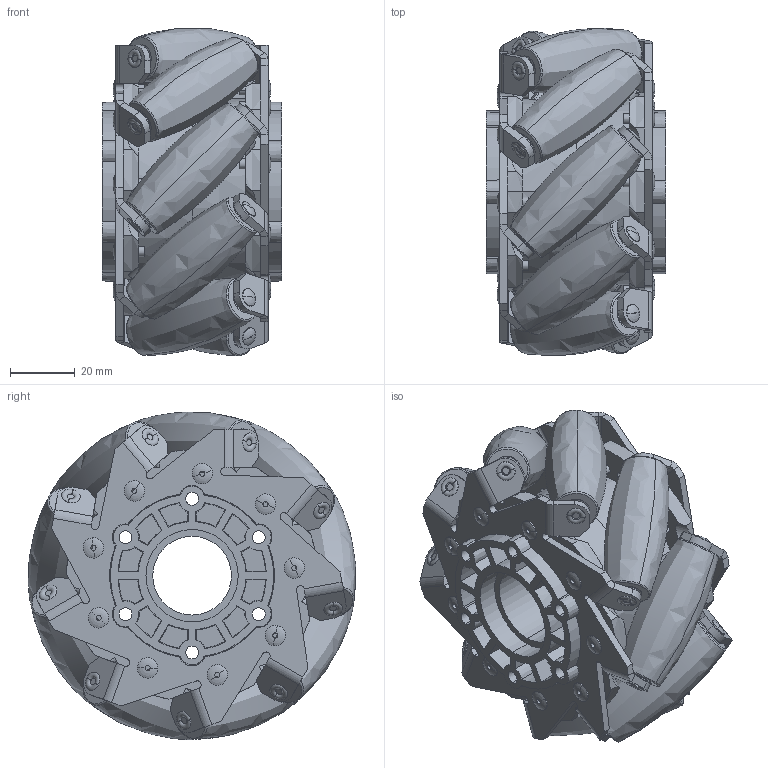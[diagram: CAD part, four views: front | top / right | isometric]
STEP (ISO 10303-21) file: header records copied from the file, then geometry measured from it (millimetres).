
FILE_DESCRIPTION (( 'STEP AP203' ), '1' );
FILE_NAME ('4HD Mecanum Right.STEP', '2014-12-11T22:17:26', ( '' ), ( '' ), 'SwSTEP 2.0', 'SolidWorks 2014', '' );
FILE_SCHEMA (( 'CONFIG_CONTROL_DESIGN' ));
Length unit declared in the file: inch
Products named in the file (9): Brass tube; 4HD Mecanum Right; 4HD Mecanum Hub; 4HD Mecanum Right Plate; 4HD Mecanum Roller Core ; 4HD Mecanum roller skin; 4HD Mecanum roller; 125 rivet; Oval Semi-Tubular Rivet
Assembly tree (51 placements, depth 3):
  4HD Mecanum Right
    4HD Mecanum Hub  x2
    4HD Mecanum Right Plate  x2
    4HD Mecanum roller  x9
      4HD Mecanum Roller Core 
      4HD Mecanum roller skin
    125 rivet  x18
    Oval Semi-Tubular Rivet  x9
    Brass tube  x9
Bounding box: 55.46 x 101.4 x 101.43 mm (x, y, z)
Volume: 193268.8 mm3; surface area: 153711.7 mm2
Topology: 58 solids, 58 shells, 1733 faces, 4196 edges, 2648 vertices
Faces by surface type: cylinder 648, plane 605, cone 252, torus 126, bspline 102
Entity records: 23086 total; most frequent: CARTESIAN_POINT 5684, DIRECTION 3241, ORIENTED_EDGE 3204, EDGE_CURVE 1602, AXIS2_PLACEMENT_3D 1279, VERTEX_POINT 1018, EDGE_LOOP 742, LINE 683
